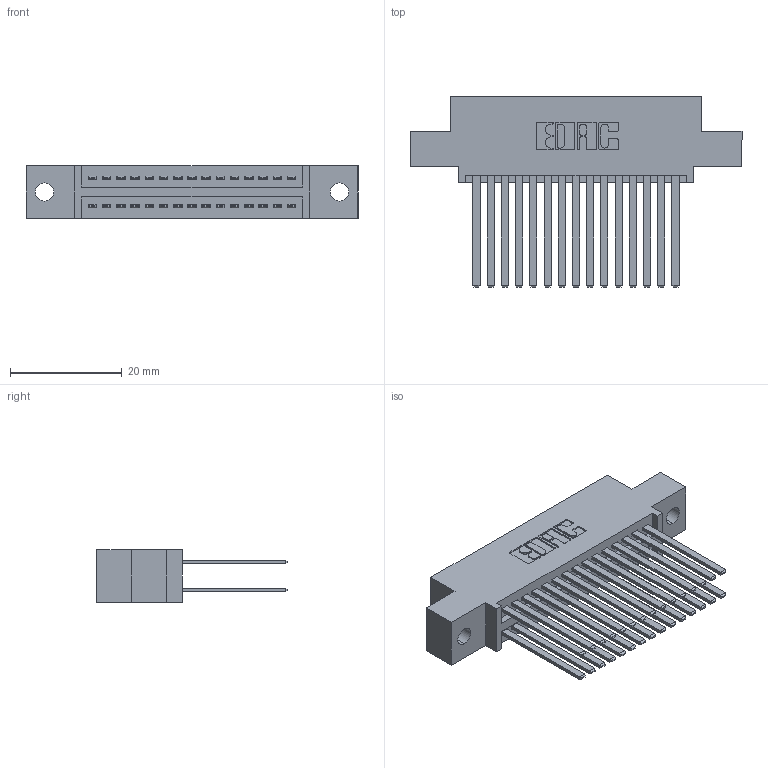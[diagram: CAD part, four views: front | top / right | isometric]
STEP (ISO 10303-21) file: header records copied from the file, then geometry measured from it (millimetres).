
FILE_DESCRIPTION (( 'STEP AP203' ), '1' );
FILE_NAME ('345-030-544-502.STEP', '2018-08-23T06:54:15', ( '' ), ( '' ), 'SwSTEP 2.0', 'SolidWorks 2016', '' );
FILE_SCHEMA (( 'CONFIG_CONTROL_DESIGN' ));
Length unit declared in the file: inch
Products named in the file (3): 345 Part_0.110 Offset - 0.128 Dia; 345-292-001_345-293-144; 345-030-544-502
Assembly tree (31 placements, depth 2):
  345-030-544-502
    345 Part_0.110 Offset - 0.128 Dia
    345-292-001_345-293-144  x30
Bounding box: 59.31 x 33.96 x 9.4 mm (x, y, z)
Volume: 5821.2 mm3; surface area: 9134.5 mm2
Topology: 31 solids, 31 shells, 1450 faces, 4283 edges, 2814 vertices
Faces by surface type: plane 954, cylinder 496
Entity records: 15355 total; most frequent: CARTESIAN_POINT 2600, ORIENTED_EDGE 2534, DIRECTION 2323, EDGE_CURVE 1267, VECTOR 1079, LINE 1079, VERTEX_POINT 842, AXIS2_PLACEMENT_3D 622
